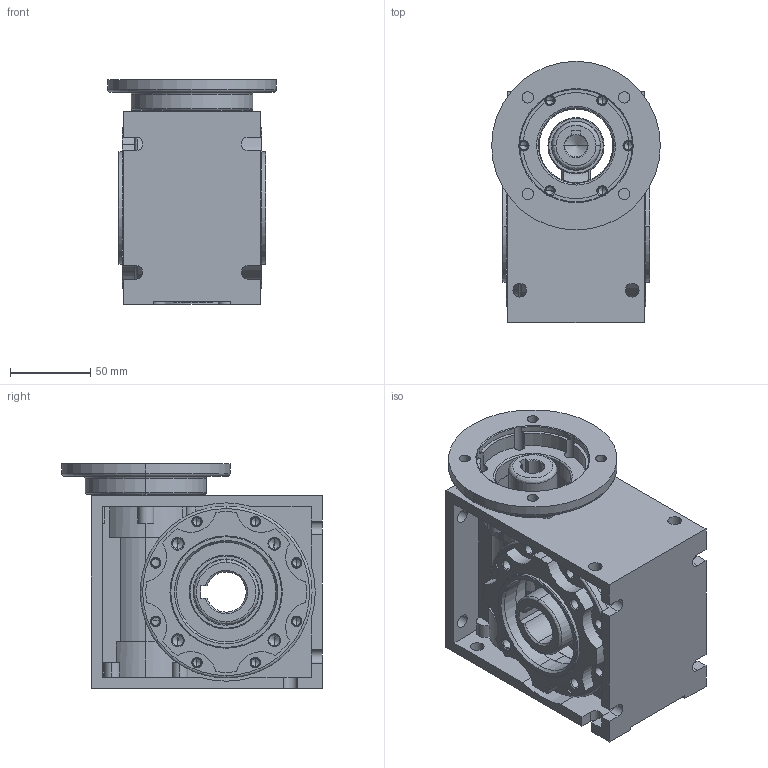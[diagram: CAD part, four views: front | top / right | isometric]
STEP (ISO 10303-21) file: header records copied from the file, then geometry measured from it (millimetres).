
FILE_DESCRIPTION (( 'STEP AP203' ), '1' );
FILE_NAME ('SB050 71B14.STEP', '2009-01-31T10:57:33', ( ' ' ), ( '' ), 'SwSTEP 2.0', 'SolidWorks 2008', '' );
FILE_SCHEMA (( 'CONFIG_CONTROL_DESIGN' ));
Length unit declared in the file: millimetre
Products named in the file (6): SB050 71B14; SB50_4.SLDPRT; SB50_5.SLDPRT; SB50_3.SLDPRT; SB50_1.SLDPRT; SB50_2.SLDPRT
Assembly tree (5 placements, depth 2):
  SB050 71B14
    SB50_5.SLDPRT
    SB50_3.SLDPRT
    SB50_4.SLDPRT
    SB50_1.SLDPRT
    SB50_2.SLDPRT
Bounding box: 105 x 162.5 x 140 mm (x, y, z)
Volume: 889925.1 mm3; surface area: 236999.1 mm2
Topology: 5 solids, 6 shells, 698 faces, 1818 edges, 1133 vertices
Faces by surface type: cylinder 313, plane 168, cone 143, bspline 68, torus 6
Entity records: 25272 total; most frequent: CARTESIAN_POINT 7445, DIRECTION 3716, ORIENTED_EDGE 3552, EDGE_CURVE 1776, AXIS2_PLACEMENT_3D 1456, VERTEX_POINT 1133, EDGE_LOOP 819, CIRCLE 818
